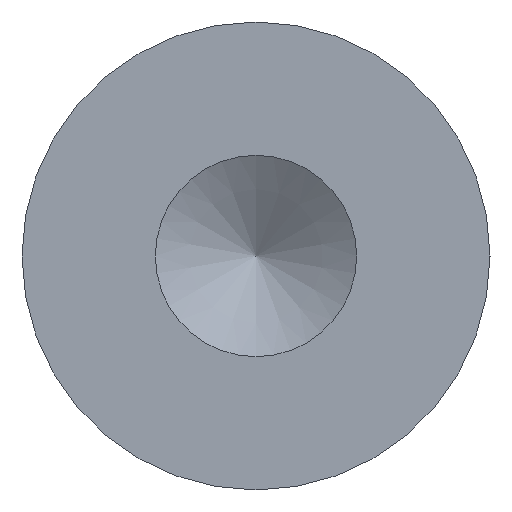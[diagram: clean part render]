
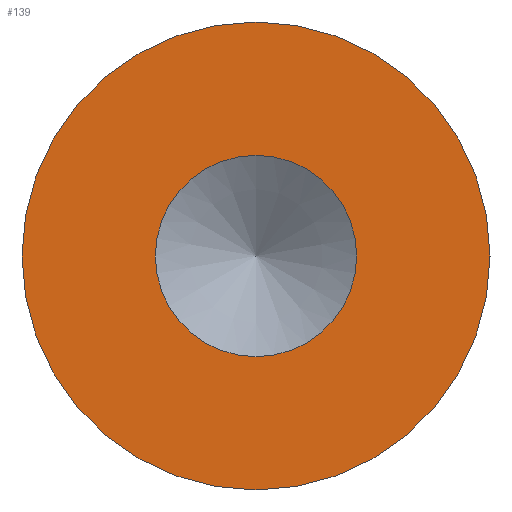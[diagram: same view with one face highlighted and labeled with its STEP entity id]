
A CAD part, left-side view. The second image highlights one B-rep face of the part: STEP entity #139.
In plain terms, the highlighted planar face has unit normal (-1, 0, 0).
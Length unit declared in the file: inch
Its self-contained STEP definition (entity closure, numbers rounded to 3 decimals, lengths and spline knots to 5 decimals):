
#35=FACE_BOUND('',#53,.T.);
#39=FACE_OUTER_BOUND('',#52,.T.);
#52=EDGE_LOOP('',(#104));
#53=EDGE_LOOP('',(#105));
#67=CIRCLE('',#169,0.0465);
#68=CIRCLE('',#170,0.02);
#77=VERTEX_POINT('',#245);
#78=VERTEX_POINT('',#247);
#88=EDGE_CURVE('',#77,#77,#67,.T.);
#89=EDGE_CURVE('',#78,#78,#68,.T.);
#104=ORIENTED_EDGE('',*,*,#88,.T.);
#105=ORIENTED_EDGE('',*,*,#89,.F.);
#134=PLANE('',#168);
#139=ADVANCED_FACE('',(#39,#35),#134,.F.);
#168=AXIS2_PLACEMENT_3D('',#244,#197,#198);
#169=AXIS2_PLACEMENT_3D('',#246,#199,#200);
#170=AXIS2_PLACEMENT_3D('',#248,#201,#202);
#197=DIRECTION('center_axis',(1.,0.,0.));
#198=DIRECTION('ref_axis',(0.,0.,-1.));
#199=DIRECTION('center_axis',(-1.,0.,0.));
#200=DIRECTION('ref_axis',(0.,0.,1.));
#201=DIRECTION('center_axis',(-1.,0.,0.));
#202=DIRECTION('ref_axis',(0.,0.,1.));
#244=CARTESIAN_POINT('Origin',(0.,0.,0.));
#245=CARTESIAN_POINT('',(0.,0.,-0.0465));
#246=CARTESIAN_POINT('Origin',(0.,0.,0.));
#247=CARTESIAN_POINT('',(0.,0.,-0.02));
#248=CARTESIAN_POINT('Origin',(0.,0.,0.));
